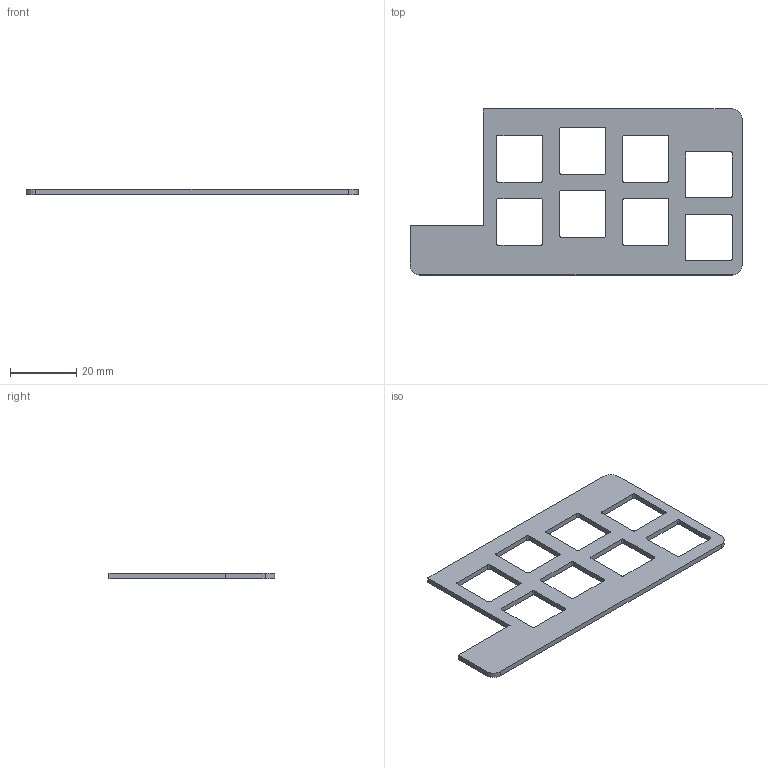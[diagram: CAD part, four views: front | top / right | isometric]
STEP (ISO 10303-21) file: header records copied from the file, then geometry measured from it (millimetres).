
FILE_DESCRIPTION(('KiCad electronic assembly'),'2;1');
FILE_NAME('small-paintbrush-hotswap-mxplate.step','2021-09-06T22:04:33', ('An Author'),('A Company'),'Open CASCADE STEP processor 7.5', 'KiCad to STEP converter','Unknown');
FILE_SCHEMA(('AUTOMOTIVE_DESIGN { 1 0 10303 214 1 1 1 1 }'));
Length unit declared in the file: millimetre
Products named in the file (2): Open CASCADE STEP translator 7.5 1; COMPOUND
Assembly tree (1 placements, depth 2):
  Open CASCADE STEP translator 7.5 1
    COMPOUND
Bounding box: 100 x 50 x 1.6 mm (x, y, z)
Volume: 4252.7 mm3; surface area: 6495.5 mm2
Topology: 1 solids, 1 shells, 76 faces, 222 edges, 148 vertices
Faces by surface type: plane 41, cylinder 35
Entity records: 5711 total; most frequent: CARTESIAN_POINT 1312, DIRECTION 822, LINE 526, VECTOR 526, ORIENTED_EDGE 444, PCURVE 444, DEFINITIONAL_REPRESENTATION 444, EDGE_CURVE 222
